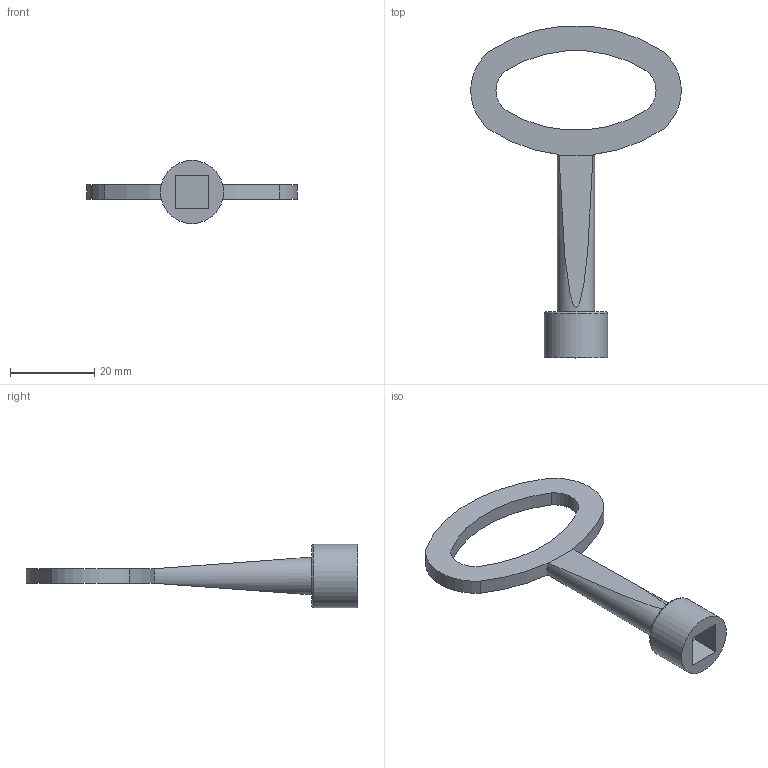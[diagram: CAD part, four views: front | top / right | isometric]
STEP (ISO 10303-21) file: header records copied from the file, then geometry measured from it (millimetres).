
FILE_DESCRIPTION( ( 'STEP AP214' ), '1' );
FILE_NAME( 'K0535.18.stp', '2020-12-08T10:54:38', ( '' ), ( '' ), ' ', 'PARTsolutions', ' ' );
FILE_SCHEMA( ( 'AUTOMOTIVE_DESIGN { 1 0 10303 214 1 1 1 1 }' ) );
Length unit declared in the file: millimetre
Products named in the file (1): _K0535.18
Bounding box: 50 x 78.8 x 15 mm (x, y, z)
Volume: 5604.3 mm3; surface area: 4061.9 mm2
Topology: 1 solids, 1 shells, 23 faces, 56 edges, 37 vertices
Faces by surface type: cylinder 11, plane 11, torus 1
Full cylindrical faces by diameter (mm): 8.8 x1, 15 x1
Entity records: 880 total; most frequent: CARTESIAN_POINT 130, DIRECTION 122, ORIENTED_EDGE 104, EDGE_CURVE 52, AXIS2_PLACEMENT_3D 48, VERTEX_POINT 36, EDGE_LOOP 30, FACE_OUTER_BOUND 26
